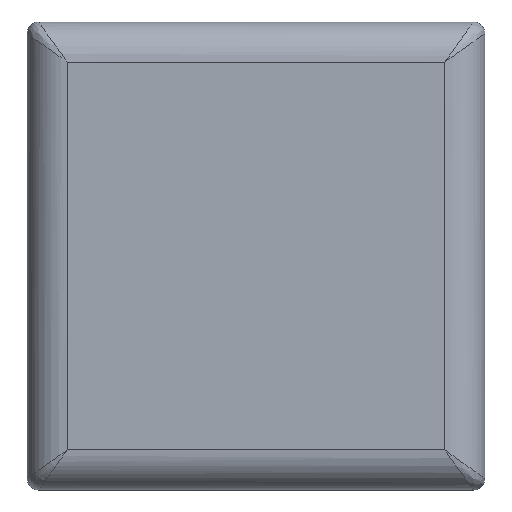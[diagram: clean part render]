
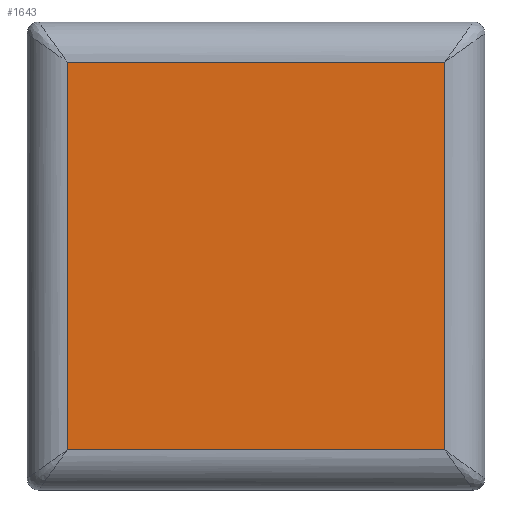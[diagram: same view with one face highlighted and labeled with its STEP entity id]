
A CAD part, front view. The second image highlights one B-rep face of the part: STEP entity #1643.
In plain terms, the highlighted planar face has unit normal (0, -1, 0).
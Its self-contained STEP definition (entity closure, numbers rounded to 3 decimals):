
#52=PLANE('',#1801);
#143=FACE_OUTER_BOUND('',#241,.T.);
#241=EDGE_LOOP('',(#1363,#1364,#1365,#1366));
#446=LINE('',#2699,#626);
#452=LINE('',#2747,#632);
#453=LINE('',#2749,#633);
#454=LINE('',#2750,#634);
#626=VECTOR('',#2186,10.05);
#632=VECTOR('',#2206,10.);
#633=VECTOR('',#2207,10.);
#634=VECTOR('',#2208,10.05);
#787=VERTEX_POINT('',#2693);
#788=VERTEX_POINT('',#2697);
#793=VERTEX_POINT('',#2746);
#794=VERTEX_POINT('',#2748);
#991=EDGE_CURVE('',#787,#788,#446,.T.);
#1000=EDGE_CURVE('',#793,#788,#452,.T.);
#1001=EDGE_CURVE('',#794,#787,#453,.T.);
#1002=EDGE_CURVE('',#793,#794,#454,.T.);
#1363=ORIENTED_EDGE('',*,*,#1000,.T.);
#1364=ORIENTED_EDGE('',*,*,#991,.F.);
#1365=ORIENTED_EDGE('',*,*,#1001,.F.);
#1366=ORIENTED_EDGE('',*,*,#1002,.F.);
#1643=ADVANCED_FACE('',(#143),#52,.F.);
#1801=AXIS2_PLACEMENT_3D('',#2745,#2204,#2205);
#2186=DIRECTION('',(1.,0.,0.));
#2204=DIRECTION('center_axis',(0.,1.,0.));
#2205=DIRECTION('ref_axis',(1.,0.,0.));
#2206=DIRECTION('',(0.,0.,1.));
#2207=DIRECTION('',(0.,0.,1.));
#2208=DIRECTION('',(-1.,0.,0.));
#2693=CARTESIAN_POINT('',(3.495,-0.045,25.495));
#2697=CARTESIAN_POINT('',(36.66,-0.045,25.495));
#2699=CARTESIAN_POINT('',(10.028,-0.045,25.495));
#2745=CARTESIAN_POINT('Origin',(20.078,-0.045,-0.038));
#2746=CARTESIAN_POINT('',(36.66,-0.045,-8.57));
#2747=CARTESIAN_POINT('',(36.66,-0.045,0.));
#2748=CARTESIAN_POINT('',(3.495,-0.045,-8.57));
#2749=CARTESIAN_POINT('',(3.495,-0.045,0.));
#2750=CARTESIAN_POINT('',(16.058,-0.045,-8.57));
